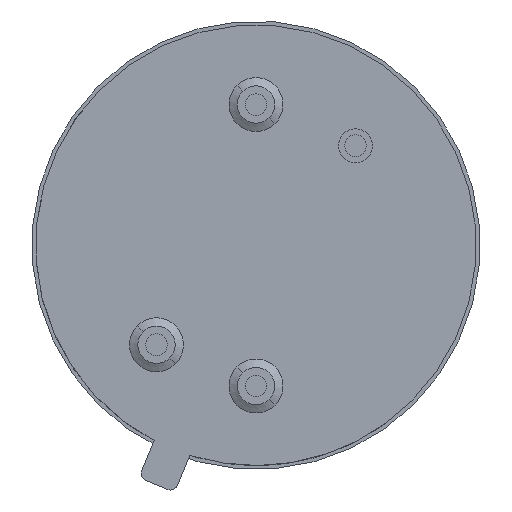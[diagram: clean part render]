
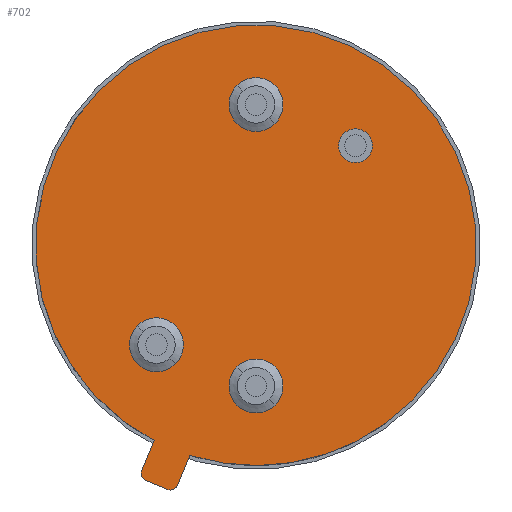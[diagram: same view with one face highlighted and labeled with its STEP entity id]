
A CAD part, front view. The second image highlights one B-rep face of the part: STEP entity #702.
In plain terms, the highlighted planar face has unit normal (0, -1, 0).
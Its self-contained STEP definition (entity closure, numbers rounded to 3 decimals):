
#17 = DIRECTION ( 'NONE',  ( 0., 1., 0. ) ) ;
#25 = DIRECTION ( 'NONE',  ( 0.383, 0., 0.924 ) ) ;
#31 = CARTESIAN_POINT ( 'NONE',  ( -1.664, 0.1, -5.034 ) ) ;
#76 = VERTEX_POINT ( 'NONE', #942 ) ;
#80 = LINE ( 'NONE', #312, #533 ) ;
#91 = ORIENTED_EDGE ( 'NONE', *, *, #1034, .F. ) ;
#108 = CIRCLE ( 'NONE', #586, 0.15 ) ;
#113 = VERTEX_POINT ( 'NONE', #1482 ) ;
#114 = CARTESIAN_POINT ( 'NONE',  ( 2.312, 0.1, 1.817 ) ) ;
#159 = CARTESIAN_POINT ( 'NONE',  ( -2.371, 0.1, -4.679 ) ) ;
#219 = PLANE ( 'NONE',  #1588 ) ;
#237 = CARTESIAN_POINT ( 'NONE',  ( -2.232, 0.1, -4.736 ) ) ;
#312 = CARTESIAN_POINT ( 'NONE',  ( -2.29, 0.1, -4.875 ) ) ;
#322 = FACE_OUTER_BOUND ( 'NONE', #1316, .T. ) ;
#325 = EDGE_CURVE ( 'NONE', #1430, #1651, #581, .T. ) ;
#333 = CARTESIAN_POINT ( 'NONE',  ( 2.065, 0.1, 2.065 ) ) ;
#343 = DIRECTION ( 'NONE',  ( -0.707, 0., 0.707 ) ) ;
#348 = ORIENTED_EDGE ( 'NONE', *, *, #725, .F. ) ;
#351 = FACE_BOUND ( 'NONE', #686, .T. ) ;
#359 = CARTESIAN_POINT ( 'NONE',  ( -2.371, 0.1, -4.679 ) ) ;
#368 = VECTOR ( 'NONE', #25, 1000. ) ;
#399 = AXIS2_PLACEMENT_3D ( 'NONE', #1480, #819, #873 ) ;
#466 = EDGE_CURVE ( 'NONE', #76, #113, #528, .T. ) ;
#473 = VECTOR ( 'NONE', #1148, 1000. ) ;
#485 = CARTESIAN_POINT ( 'NONE',  ( 1.817, 0.1, 2.312 ) ) ;
#487 = CARTESIAN_POINT ( 'NONE',  ( -1.632, 0.1, -4.985 ) ) ;
#493 = CARTESIAN_POINT ( 'NONE',  ( -2.29, 0.1, -4.875 ) ) ;
#513 = ORIENTED_EDGE ( 'NONE', *, *, #1089, .F. ) ;
#514 = DIRECTION ( 'NONE',  ( 0., 1., 0. ) ) ;
#521 = ORIENTED_EDGE ( 'NONE', *, *, #1401, .F. ) ;
#528 = CIRCLE ( 'NONE', #974, 4.57 ) ;
#533 = VECTOR ( 'NONE', #846, 1000. ) ;
#558 = AXIS2_PLACEMENT_3D ( 'NONE', #564, #1363, #1329 ) ;
#560 = EDGE_CURVE ( 'NONE', #1569, #1100, #1473, .T. ) ;
#564 = CARTESIAN_POINT ( 'NONE',  ( -1.77, 0.1, -4.928 ) ) ;
#581 = CIRCLE ( 'NONE', #1640, 0.35 ) ;
#586 = AXIS2_PLACEMENT_3D ( 'NONE', #237, #771, #1300 ) ;
#621 = CARTESIAN_POINT ( 'NONE',  ( 2.065, 0.1, 2.065 ) ) ;
#627 = DIRECTION ( 'NONE',  ( 0., -1., 0. ) ) ;
#638 = CARTESIAN_POINT ( 'NONE',  ( 0., 0.1, 0. ) ) ;
#682 = CARTESIAN_POINT ( 'NONE',  ( -1.77, 0.1, -4.928 ) ) ;
#686 = EDGE_LOOP ( 'NONE', ( #1314, #348 ) ) ;
#699 = CIRCLE ( 'NONE', #558, 0.15 ) ;
#702 = ADVANCED_FACE ( 'NONE', ( #351, #322 ), #219, .F. ) ;
#712 = ORIENTED_EDGE ( 'NONE', *, *, #1160, .F. ) ;
#713 = CARTESIAN_POINT ( 'NONE',  ( -1.632, 0.1, -4.985 ) ) ;
#718 = VERTEX_POINT ( 'NONE', #359 ) ;
#725 = EDGE_CURVE ( 'NONE', #1651, #1430, #978, .T. ) ;
#734 = EDGE_CURVE ( 'NONE', #113, #1190, #1008, .T. ) ;
#740 = ORIENTED_EDGE ( 'NONE', *, *, #992, .F. ) ;
#771 = DIRECTION ( 'NONE',  ( 0., 1., 0. ) ) ;
#785 = AXIS2_PLACEMENT_3D ( 'NONE', #682, #17, #1095 ) ;
#787 = CARTESIAN_POINT ( 'NONE',  ( -2.112, 0.1, -4.053 ) ) ;
#819 = DIRECTION ( 'NONE',  ( 0., 1., 0. ) ) ;
#837 = CARTESIAN_POINT ( 'NONE',  ( -1.828, 0.1, -5.066 ) ) ;
#846 = DIRECTION ( 'NONE',  ( -0.924, 0., 0.383 ) ) ;
#873 = DIRECTION ( 'NONE',  ( -0.707, 0., 0.707 ) ) ;
#881 = DIRECTION ( 'NONE',  ( 0.707, 0., -0.707 ) ) ;
#907 = CARTESIAN_POINT ( 'NONE',  ( -3.231, 0.1, 3.231 ) ) ;
#937 = ORIENTED_EDGE ( 'NONE', *, *, #734, .F. ) ;
#942 = CARTESIAN_POINT ( 'NONE',  ( 3.231, 0.1, -3.231 ) ) ;
#974 = AXIS2_PLACEMENT_3D ( 'NONE', #638, #1701, #1175 ) ;
#978 = CIRCLE ( 'NONE', #1389, 0.35 ) ;
#992 = EDGE_CURVE ( 'NONE', #1327, #718, #108, .T. ) ;
#1008 = LINE ( 'NONE', #487, #473 ) ;
#1020 = CARTESIAN_POINT ( 'NONE',  ( 0., 0.1, 0. ) ) ;
#1026 = CIRCLE ( 'NONE', #1250, 4.57 ) ;
#1034 = EDGE_CURVE ( 'NONE', #1190, #1569, #699, .T. ) ;
#1089 = EDGE_CURVE ( 'NONE', #718, #1703, #1487, .T. ) ;
#1095 = DIRECTION ( 'NONE',  ( -0.707, 0., 0.707 ) ) ;
#1100 = VERTEX_POINT ( 'NONE', #837 ) ;
#1124 = DIRECTION ( 'NONE',  ( 0., -1., 0. ) ) ;
#1131 = EDGE_CURVE ( 'NONE', #1657, #76, #1284, .T. ) ;
#1148 = DIRECTION ( 'NONE',  ( -0.383, 0., -0.924 ) ) ;
#1154 = DIRECTION ( 'NONE',  ( -0.707, 0., 0.707 ) ) ;
#1160 = EDGE_CURVE ( 'NONE', #1100, #1327, #80, .T. ) ;
#1175 = DIRECTION ( 'NONE',  ( -0.707, 0., 0.707 ) ) ;
#1190 = VERTEX_POINT ( 'NONE', #713 ) ;
#1250 = AXIS2_PLACEMENT_3D ( 'NONE', #1020, #514, #1154 ) ;
#1273 = ORIENTED_EDGE ( 'NONE', *, *, #1131, .F. ) ;
#1284 = CIRCLE ( 'NONE', #399, 4.57 ) ;
#1300 = DIRECTION ( 'NONE',  ( 0.707, 0., -0.707 ) ) ;
#1312 = ORIENTED_EDGE ( 'NONE', *, *, #560, .F. ) ;
#1314 = ORIENTED_EDGE ( 'NONE', *, *, #325, .F. ) ;
#1316 = EDGE_LOOP ( 'NONE', ( #521, #513, #740, #712, #1312, #91, #937, #1623, #1273 ) ) ;
#1327 = VERTEX_POINT ( 'NONE', #493 ) ;
#1329 = DIRECTION ( 'NONE',  ( -0.707, 0., 0.707 ) ) ;
#1363 = DIRECTION ( 'NONE',  ( 0., 1., 0. ) ) ;
#1389 = AXIS2_PLACEMENT_3D ( 'NONE', #333, #1124, #881 ) ;
#1401 = EDGE_CURVE ( 'NONE', #1703, #1657, #1026, .T. ) ;
#1430 = VERTEX_POINT ( 'NONE', #485 ) ;
#1473 = CIRCLE ( 'NONE', #785, 0.15 ) ;
#1480 = CARTESIAN_POINT ( 'NONE',  ( 0., 0.1, 0. ) ) ;
#1482 = CARTESIAN_POINT ( 'NONE',  ( -1.373, 0.1, -4.359 ) ) ;
#1487 = LINE ( 'NONE', #159, #368 ) ;
#1552 = DIRECTION ( 'NONE',  ( 0., 1., 0. ) ) ;
#1569 = VERTEX_POINT ( 'NONE', #31 ) ;
#1573 = DIRECTION ( 'NONE',  ( 0.707, 0., -0.707 ) ) ;
#1588 = AXIS2_PLACEMENT_3D ( 'NONE', #1662, #1552, #343 ) ;
#1623 = ORIENTED_EDGE ( 'NONE', *, *, #466, .F. ) ;
#1640 = AXIS2_PLACEMENT_3D ( 'NONE', #621, #627, #1573 ) ;
#1651 = VERTEX_POINT ( 'NONE', #114 ) ;
#1657 = VERTEX_POINT ( 'NONE', #907 ) ;
#1662 = CARTESIAN_POINT ( 'NONE',  ( 0., 0.1, 0. ) ) ;
#1701 = DIRECTION ( 'NONE',  ( 0., 1., 0. ) ) ;
#1703 = VERTEX_POINT ( 'NONE', #787 ) ;
